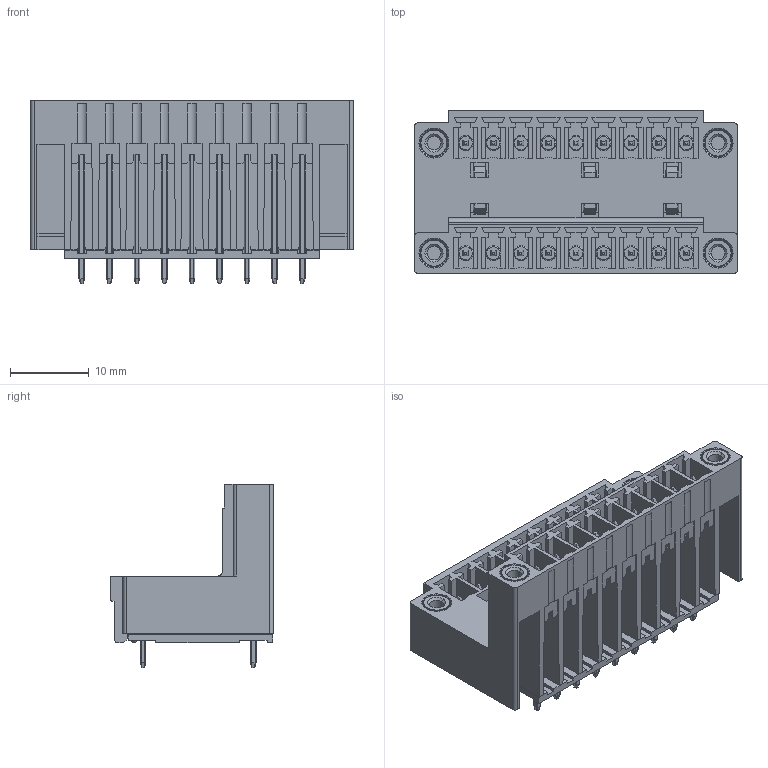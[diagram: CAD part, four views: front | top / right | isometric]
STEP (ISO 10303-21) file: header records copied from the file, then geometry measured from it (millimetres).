
FILE_DESCRIPTION( ('This file contains a STEP AP42 implementation' ,'as created by ZW3D STEP Interface translator.') ,'2;1' );
FILE_NAME( 'PM381-3S09ASM2.stp' ,'231125.165755', (''), ('ZWCAD Software Co.'), 'Version 1.0', 'ZW3D to STEP translator', '' );
FILE_SCHEMA(('AUTOMOTIVE_DESIGN { 1 0 10303 214 1 1 1 1 }'));
Length unit declared in the file: millimetre
Products named in the file (2): 0; PM381-3S09ASM2
Bounding box: 40.91 x 20.65 x 23.26 mm (x, y, z)
Volume: 4235.8 mm3; surface area: 12299.5 mm2
Topology: 24 solids, 28 shells, 2992 faces, 8030 edges, 5052 vertices
Faces by surface type: plane 1954, cylinder 663, torus 252, bspline 95, cone 24, sphere 4
Full cylindrical faces by diameter (mm): 0.514 x1, 1.099 x1
Entity records: 98264 total; most frequent: CARTESIAN_POINT 22178, ORIENTED_EDGE 15900, DIRECTION 14120, EDGE_CURVE 7958, VECTOR 5748, LINE 5748, VERTEX_POINT 5052, AXIS2_PLACEMENT_3D 4186
